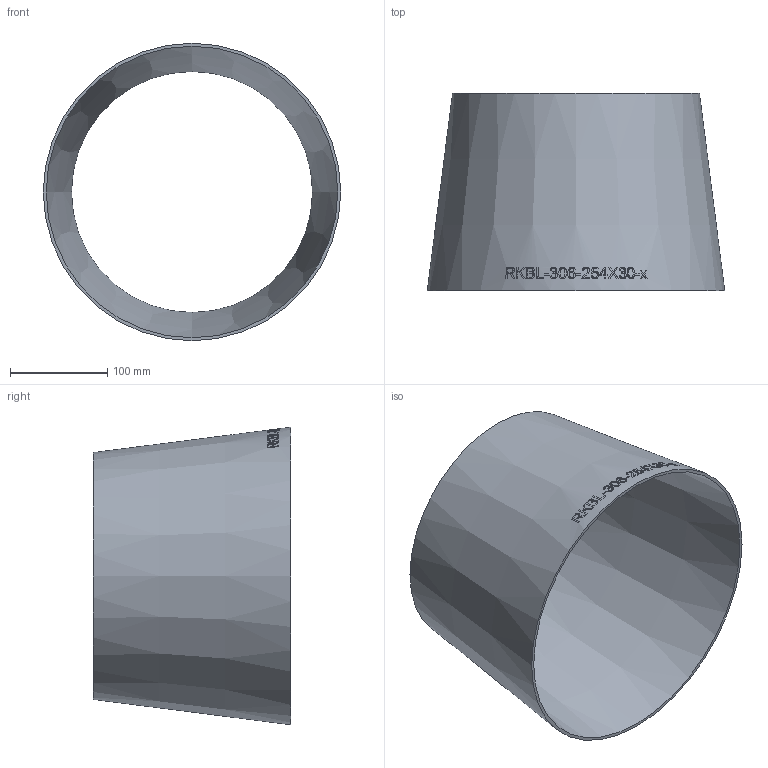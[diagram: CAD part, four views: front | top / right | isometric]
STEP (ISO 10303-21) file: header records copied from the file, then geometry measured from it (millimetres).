
FILE_DESCRIPTION (( 'STEP AP214' ), '1' );
FILE_NAME ('RKBL-306-254X30-x Reduzierung aus Blech 2006.STEP', '2020-06-17T09:00:05', ( '' ), ( '' ), 'SwSTEP 2.0', 'SolidWorks 2019', '' );
FILE_SCHEMA (( 'AUTOMOTIVE_DESIGN' ));
Length unit declared in the file: millimetre
Products named in the file (1): RKBL-306-254X30-x Reduzierung aus Blech 2006
Bounding box: 306 x 203 x 306 mm (x, y, z)
Volume: 533223.6 mm3; surface area: 361436.5 mm2
Topology: 1 solids, 1 shells, 240 faces, 642 edges, 428 vertices
Faces by surface type: bspline 212, cone 26, plane 2
Entity records: 40040 total; most frequent: CARTESIAN_POINT 33380, ORIENTED_EDGE 1280, EDGE_CURVE 640, B_SPLINE_CURVE_WITH_KNOTS 636, VERTEX_POINT 428, EDGE_LOOP 268, ADVANCED_FACE 240, FACE_OUTER_BOUND 240
